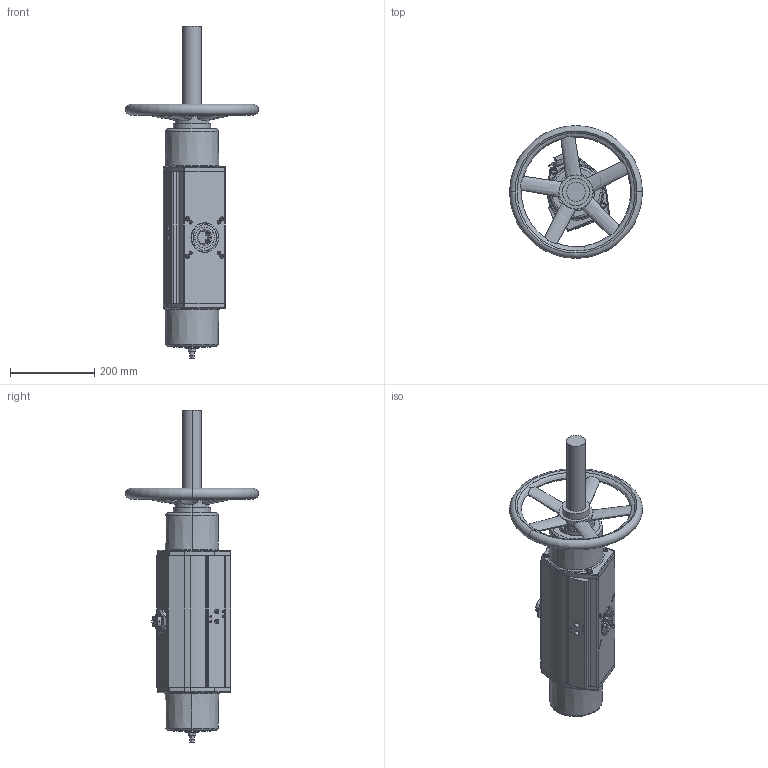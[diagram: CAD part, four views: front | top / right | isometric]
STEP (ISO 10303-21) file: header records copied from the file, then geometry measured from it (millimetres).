
FILE_DESCRIPTION (( 'STEP AP203' ), '1' );
FILE_NAME ('006116.STEP', '2018-08-13T12:53:39', ( '' ), ( '' ), 'SwSTEP 2.0', 'SolidWorks 2018', '' );
FILE_SCHEMA (( 'CONFIG_CONTROL_DESIGN' ));
Length unit declared in the file: millimetre
Products named in the file (1): 006116
Bounding box: 315 x 315 x 787 mm (x, y, z)
Volume: 9744284.7 mm3; surface area: 451113.4 mm2
Topology: 1 solids, 3 shells, 490 faces, 1280 edges, 801 vertices
Faces by surface type: plane 187, cylinder 158, cone 80, bspline 63, torus 2
Entity records: 22480 total; most frequent: CARTESIAN_POINT 10863, ORIENTED_EDGE 2488, DIRECTION 2332, EDGE_CURVE 1244, AXIS2_PLACEMENT_3D 874, VERTEX_POINT 801, LINE 584, VECTOR 584
